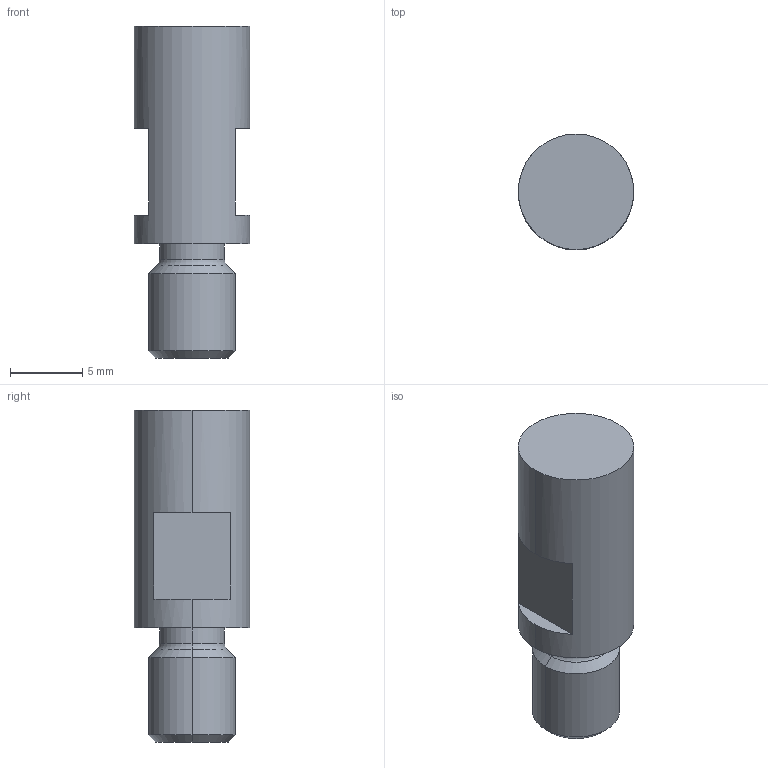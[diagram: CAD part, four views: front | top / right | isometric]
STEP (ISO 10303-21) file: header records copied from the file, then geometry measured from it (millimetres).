
FILE_DESCRIPTION (( 'STEP AP214' ), '1' );
FILE_NAME ('axe_patin_5-1.STEP', '2023-06-28T08:03:41', ( '' ), ( '' ), 'SwSTEP 2.0', 'SolidWorks 2023', '' );
FILE_SCHEMA (( 'AUTOMOTIVE_DESIGN' ));
Length unit declared in the file: millimetre
Products named in the file (1): axe_patin_5-1
Bounding box: 8 x 8 x 23 mm (x, y, z)
Volume: 915.8 mm3; surface area: 641 mm2
Topology: 1 solids, 1 shells, 21 faces, 46 edges, 28 vertices
Faces by surface type: plane 9, cylinder 6, cone 4, torus 2
Entity records: 605 total; most frequent: DIRECTION 116, CARTESIAN_POINT 96, ORIENTED_EDGE 92, AXIS2_PLACEMENT_3D 48, EDGE_CURVE 46, VERTEX_POINT 28, CIRCLE 26, EDGE_LOOP 22
